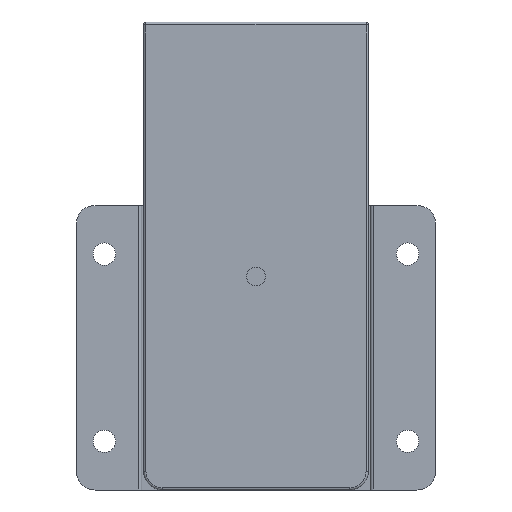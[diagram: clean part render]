
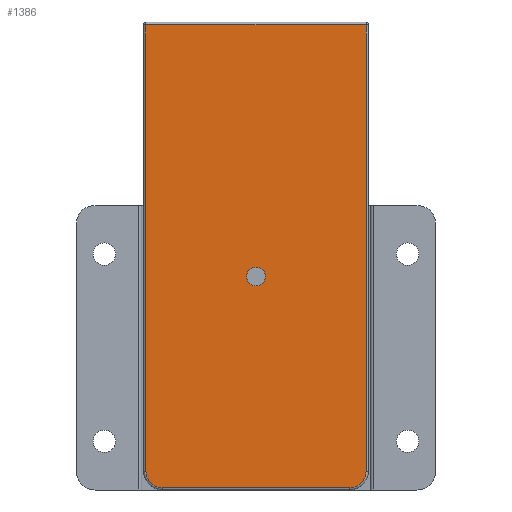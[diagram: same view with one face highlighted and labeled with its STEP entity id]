
A CAD part, front view. The second image highlights one B-rep face of the part: STEP entity #1386.
In plain terms, the highlighted planar face has unit normal (0, -1, 0).
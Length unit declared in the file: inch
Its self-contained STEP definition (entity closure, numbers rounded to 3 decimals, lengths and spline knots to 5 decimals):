
#26 = CARTESIAN_POINT ( 'NONE',  ( 0.125, -0.25, 4.85 ) ) ;
#53 = FACE_BOUND ( 'NONE', #2869, .T. ) ;
#61 = AXIS2_PLACEMENT_3D ( 'NONE', #1714, #2172, #1329 ) ;
#88 = EDGE_CURVE ( 'NONE', #599, #1190, #808, .T. ) ;
#96 = CARTESIAN_POINT ( 'NONE',  ( -1.5, -0.25, 2.03 ) ) ;
#116 = CARTESIAN_POINT ( 'NONE',  ( 1.25, -0.25, 2.25 ) ) ;
#127 = LINE ( 'NONE', #1879, #2534 ) ;
#148 = EDGE_CURVE ( 'NONE', #1348, #1476, #294, .T. ) ;
#195 = ORIENTED_EDGE ( 'NONE', *, *, #88, .T. ) ;
#294 = CIRCLE ( 'NONE', #675, 0.125 ) ;
#296 = DIRECTION ( 'NONE',  ( -1., 0., 0. ) ) ;
#366 = VERTEX_POINT ( 'NONE', #2877 ) ;
#427 = EDGE_CURVE ( 'NONE', #490, #366, #2377, .T. ) ;
#446 = DIRECTION ( 'NONE',  ( 0., 1., 0. ) ) ;
#481 = DIRECTION ( 'NONE',  ( 0., 1., 0. ) ) ;
#482 = CARTESIAN_POINT ( 'NONE',  ( -1.47, -0.25, 2.25 ) ) ;
#490 = VERTEX_POINT ( 'NONE', #482 ) ;
#599 = VERTEX_POINT ( 'NONE', #810 ) ;
#631 = CARTESIAN_POINT ( 'NONE',  ( 0., -0.25, 4.85 ) ) ;
#675 = AXIS2_PLACEMENT_3D ( 'NONE', #631, #446, #2376 ) ;
#703 = FACE_OUTER_BOUND ( 'NONE', #835, .T. ) ;
#766 = EDGE_CURVE ( 'NONE', #1476, #1348, #1866, .T. ) ;
#808 = CIRCLE ( 'NONE', #1120, 0.22 ) ;
#810 = CARTESIAN_POINT ( 'NONE',  ( 1.25, -0.25, 2.03 ) ) ;
#818 = CARTESIAN_POINT ( 'NONE',  ( -1.47, -0.25, 8.21 ) ) ;
#835 = EDGE_LOOP ( 'NONE', ( #195, #1379, #1402, #2288, #1640, #2543 ) ) ;
#941 = CARTESIAN_POINT ( 'NONE',  ( -1.5, -0.25, 8.21 ) ) ;
#1000 = EDGE_CURVE ( 'NONE', #2042, #1975, #2084, .T. ) ;
#1119 = EDGE_CURVE ( 'NONE', #1190, #2042, #1895, .T. ) ;
#1120 = AXIS2_PLACEMENT_3D ( 'NONE', #116, #2799, #1887 ) ;
#1156 = DIRECTION ( 'NONE',  ( 0., 1., 0. ) ) ;
#1190 = VERTEX_POINT ( 'NONE', #1293 ) ;
#1212 = AXIS2_PLACEMENT_3D ( 'NONE', #2022, #1156, #296 ) ;
#1293 = CARTESIAN_POINT ( 'NONE',  ( 1.47, -0.25, 2.25 ) ) ;
#1314 = VECTOR ( 'NONE', #2731, 39.37008 ) ;
#1329 = DIRECTION ( 'NONE',  ( 0., 0., 1. ) ) ;
#1348 = VERTEX_POINT ( 'NONE', #26 ) ;
#1379 = ORIENTED_EDGE ( 'NONE', *, *, #1119, .T. ) ;
#1386 = ADVANCED_FACE ( 'NONE', ( #53, #703 ), #2461, .F. ) ;
#1402 = ORIENTED_EDGE ( 'NONE', *, *, #1000, .T. ) ;
#1428 = DIRECTION ( 'NONE',  ( 0., 0., -1. ) ) ;
#1436 = CARTESIAN_POINT ( 'NONE',  ( -0.125, -0.25, 4.85 ) ) ;
#1476 = VERTEX_POINT ( 'NONE', #1436 ) ;
#1617 = DIRECTION ( 'NONE',  ( 0., 0., 1. ) ) ;
#1640 = ORIENTED_EDGE ( 'NONE', *, *, #427, .T. ) ;
#1714 = CARTESIAN_POINT ( 'NONE',  ( -1.25, -0.25, 2.25 ) ) ;
#1765 = EDGE_CURVE ( 'NONE', #366, #599, #2088, .T. ) ;
#1818 = CARTESIAN_POINT ( 'NONE',  ( -1.5, -0.25, 8. ) ) ;
#1866 = CIRCLE ( 'NONE', #1212, 0.125 ) ;
#1879 = CARTESIAN_POINT ( 'NONE',  ( -1.47, -0.25, 8. ) ) ;
#1887 = DIRECTION ( 'NONE',  ( 0., 0., 1. ) ) ;
#1890 = ORIENTED_EDGE ( 'NONE', *, *, #148, .T. ) ;
#1895 = LINE ( 'NONE', #1906, #2013 ) ;
#1906 = CARTESIAN_POINT ( 'NONE',  ( 1.47, -0.25, 8. ) ) ;
#1975 = VERTEX_POINT ( 'NONE', #818 ) ;
#2013 = VECTOR ( 'NONE', #2357, 39.37008 ) ;
#2022 = CARTESIAN_POINT ( 'NONE',  ( 0., -0.25, 4.85 ) ) ;
#2042 = VERTEX_POINT ( 'NONE', #2224 ) ;
#2084 = LINE ( 'NONE', #941, #1314 ) ;
#2088 = LINE ( 'NONE', #96, #2618 ) ;
#2172 = DIRECTION ( 'NONE',  ( 0., -1., 0. ) ) ;
#2224 = CARTESIAN_POINT ( 'NONE',  ( 1.47, -0.25, 8.21 ) ) ;
#2266 = DIRECTION ( 'NONE',  ( 1., 0., 0. ) ) ;
#2288 = ORIENTED_EDGE ( 'NONE', *, *, #2750, .T. ) ;
#2357 = DIRECTION ( 'NONE',  ( 0., 0., 1. ) ) ;
#2376 = DIRECTION ( 'NONE',  ( -1., 0., 0. ) ) ;
#2377 = CIRCLE ( 'NONE', #61, 0.22 ) ;
#2461 = PLANE ( 'NONE',  #2524 ) ;
#2524 = AXIS2_PLACEMENT_3D ( 'NONE', #1818, #481, #1617 ) ;
#2534 = VECTOR ( 'NONE', #1428, 39.37008 ) ;
#2543 = ORIENTED_EDGE ( 'NONE', *, *, #1765, .T. ) ;
#2618 = VECTOR ( 'NONE', #2266, 39.37008 ) ;
#2731 = DIRECTION ( 'NONE',  ( -1., 0., 0. ) ) ;
#2750 = EDGE_CURVE ( 'NONE', #1975, #490, #127, .T. ) ;
#2799 = DIRECTION ( 'NONE',  ( 0., -1., 0. ) ) ;
#2822 = ORIENTED_EDGE ( 'NONE', *, *, #766, .T. ) ;
#2869 = EDGE_LOOP ( 'NONE', ( #2822, #1890 ) ) ;
#2877 = CARTESIAN_POINT ( 'NONE',  ( -1.25, -0.25, 2.03 ) ) ;
